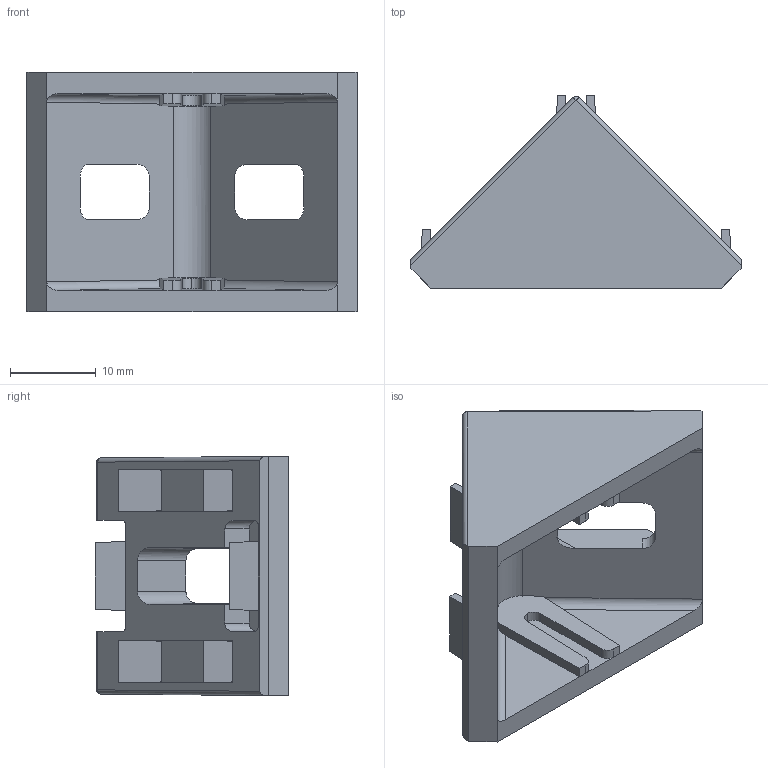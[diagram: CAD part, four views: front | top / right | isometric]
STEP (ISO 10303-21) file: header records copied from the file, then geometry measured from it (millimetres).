
FILE_DESCRIPTION (( 'STEP AP214' ), '1' );
FILE_NAME ('093w301n08.STEP', '2014-08-28T10:26:59', ( '' ), ( '' ), 'SwSTEP 2.0', 'SolidWorks 2014', '' );
FILE_SCHEMA (( 'AUTOMOTIVE_DESIGN' ));
Length unit declared in the file: millimetre
Products named in the file (1): 093w301n08
Bounding box: 38.6 x 22.57 x 28 mm (x, y, z)
Volume: 5992.8 mm3; surface area: 5137.7 mm2
Topology: 1 solids, 1 shells, 147 faces, 393 edges, 256 vertices
Faces by surface type: plane 107, cylinder 36, bspline 4
Entity records: 6213 total; most frequent: CARTESIAN_POINT 1052, ORIENTED_EDGE 786, DIRECTION 647, EDGE_CURVE 393, LINE 303, VECTOR 303, VERTEX_POINT 256, AXIS2_PLACEMENT_3D 172
